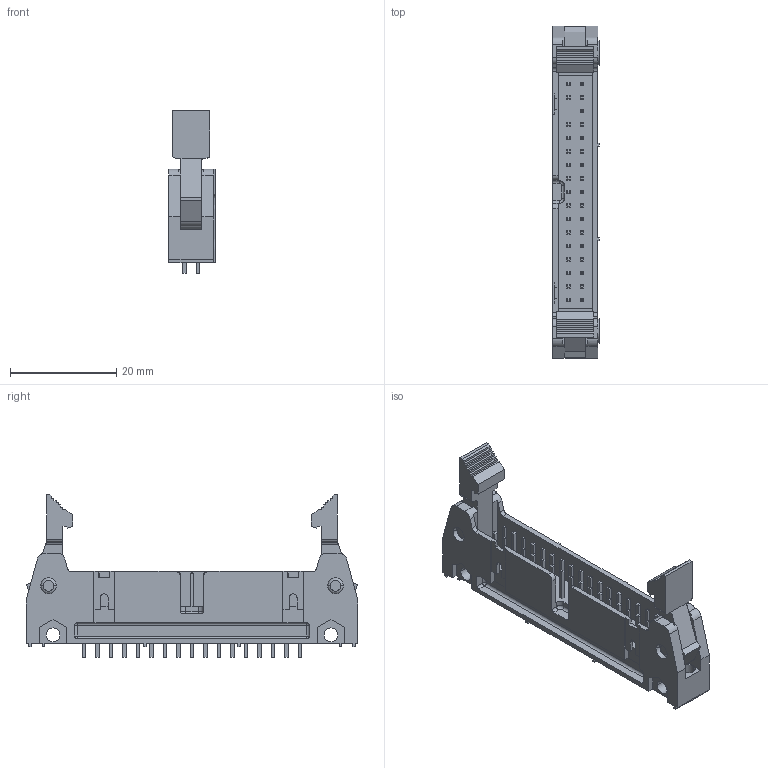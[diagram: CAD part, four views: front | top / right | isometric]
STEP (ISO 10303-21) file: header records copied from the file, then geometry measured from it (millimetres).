
FILE_DESCRIPTION(('FreeCAD Model'),'2;1');
FILE_NAME('Open CASCADE Shape Model','2024-04-14T19:29:42',(''),(''), 'Open CASCADE STEP processor 7.6','FreeCAD','Unknown');
FILE_SCHEMA(('AUTOMOTIVE_DESIGN { 1 0 10303 214 1 1 1 1 }'));
Length unit declared in the file: millimetre
Products named in the file (4): Unnamed; levers; body; pins_cut
Assembly tree (3 placements, depth 2):
  Unnamed
    levers
    body
    pins_cut
Bounding box: 8.75 x 62.48 x 30.6 mm (x, y, z)
Volume: 5381 mm3; surface area: 6937.5 mm2
Topology: 36 solids, 36 shells, 633 faces, 2591 edges, 4374 vertices
Faces by surface type: plane 554, cylinder 65, torus 8, sphere 4, revolution 2
Full cylindrical faces by diameter (mm): 3 x4
Entity records: 52494 total; most frequent: CARTESIAN_POINT 11824, DIRECTION 6838, LINE 4935, VECTOR 4935, ORIENTED_EDGE 3078, PCURVE 3078, DEFINITIONAL_REPRESENTATION 3078, EDGE_CURVE 1539
